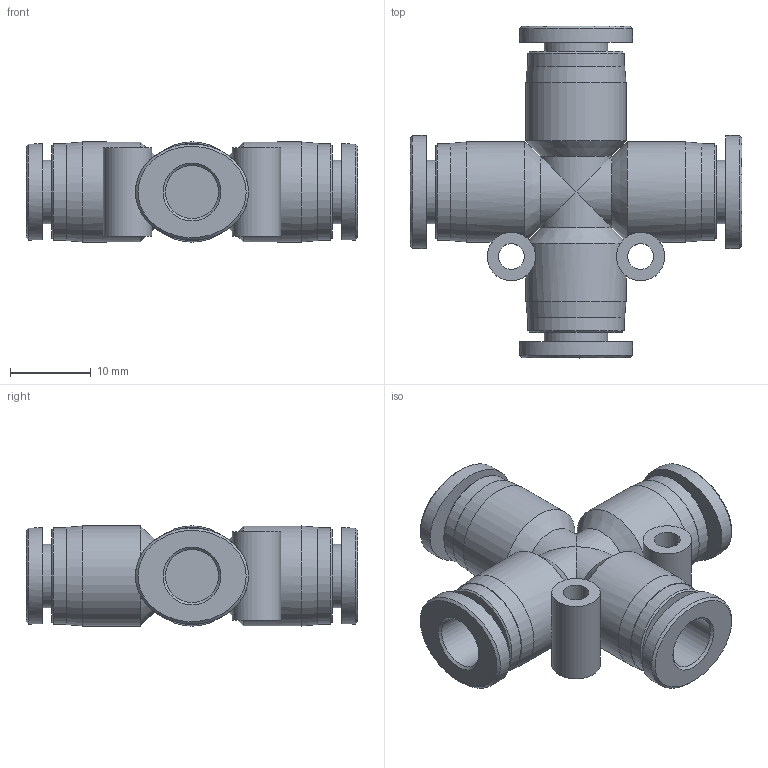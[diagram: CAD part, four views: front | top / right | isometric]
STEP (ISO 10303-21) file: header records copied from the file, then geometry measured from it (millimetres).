
FILE_DESCRIPTION((''),'2;1');
FILE_NAME('PZA 1_4.stp','2016-10-17T16:34:38',('Administrator'),(''),'Autodesk Inventor 2013','Autodesk Inventor 2013','');
FILE_SCHEMA(('CONFIG_CONTROL_DESIGN'));
Length unit declared in the file: millimetre
Products named in the file (3): PZA 1_4; NZA N1_4 BODY; SLEEVE N1_4L
Assembly tree (5 placements, depth 2):
  PZA 1_4
    NZA N1_4 BODY
    SLEEVE N1_4L  x4
Bounding box: 41.1 x 41.1 x 12.4 mm (x, y, z)
Volume: 5875.1 mm3; surface area: 6238.5 mm2
Topology: 5 solids, 5 shells, 84 faces, 149 edges, 87 vertices
Faces by surface type: cylinder 32, plane 28, cone 16, bspline 8
Full cylindrical faces by diameter (mm): 3.2 x2, 6 x2, 6.55 x8, 7.9 x4, 11.9 x4, 12.4 x4
Entity records: 1462 total; most frequent: CARTESIAN_POINT 444, DIRECTION 223, ORIENTED_EDGE 130, AXIS2_PLACEMENT_3D 111, EDGE_LOOP 93, EDGE_CURVE 65, FACE_OUTER_BOUND 51, ADVANCED_FACE 51
